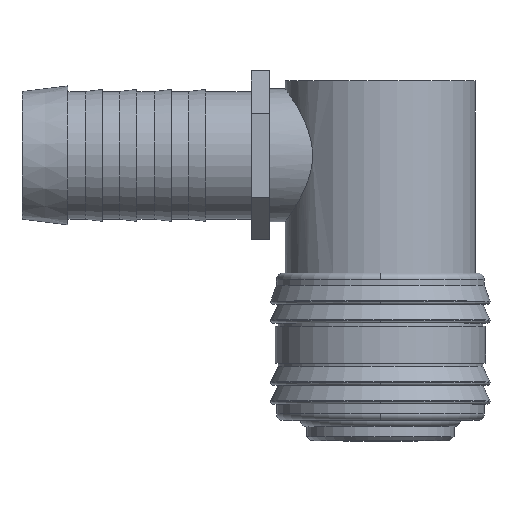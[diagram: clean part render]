
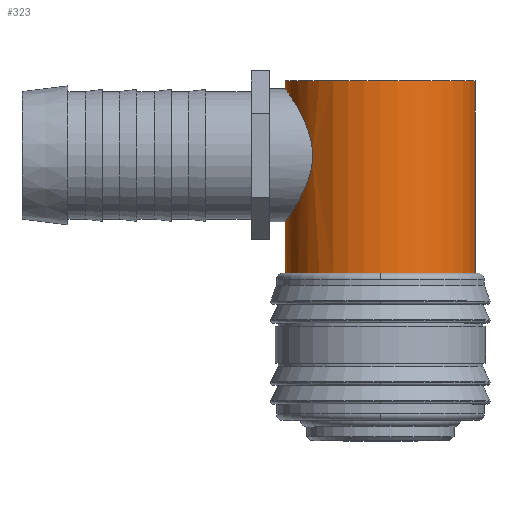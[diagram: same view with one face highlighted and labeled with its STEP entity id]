
A CAD part, top view. The second image highlights one B-rep face of the part: STEP entity #323.
In plain terms, the highlighted cylindrical face has radius 11.61 mm (diameter 23.22 mm), a partial arc.
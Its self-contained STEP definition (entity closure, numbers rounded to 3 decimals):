
#323=ADVANCED_FACE('',(#661),#662,.T.);
#661=FACE_OUTER_BOUND('',#995,.T.);
#662=CYLINDRICAL_SURFACE('',#996,11.61);
#995=EDGE_LOOP('',(#1850,#1851,#1852,#1853,#1854,#1855,#1856));
#996=AXIS2_PLACEMENT_3D('',#1857,#1858,#1859);
#1850=ORIENTED_EDGE('',*,*,#2221,.T.);
#1851=ORIENTED_EDGE('',*,*,#2061,.F.);
#1852=ORIENTED_EDGE('',*,*,#2223,.T.);
#1853=ORIENTED_EDGE('',*,*,#2003,.T.);
#1854=ORIENTED_EDGE('',*,*,#2002,.T.);
#1855=ORIENTED_EDGE('',*,*,#2222,.T.);
#1856=ORIENTED_EDGE('',*,*,#2038,.F.);
#1857=CARTESIAN_POINT('',(0.0,31.35,0.0));
#1858=DIRECTION('',(-0.0,1.0,0.0));
#1859=DIRECTION('',(1.0,0.0,0.0));
#2002=EDGE_CURVE('',#2421,#2235,#2422,.T.);
#2003=EDGE_CURVE('',#2232,#2421,#2423,.T.);
#2038=EDGE_CURVE('',#2474,#2473,#2476,.T.);
#2061=EDGE_CURVE('',#2509,#2508,#2511,.T.);
#2221=EDGE_CURVE('',#2474,#2508,#2709,.T.);
#2222=EDGE_CURVE('',#2235,#2473,#2710,.T.);
#2223=EDGE_CURVE('',#2509,#2232,#2711,.T.);
#2232=VERTEX_POINT('',#2720);
#2235=VERTEX_POINT('',#2724);
#2421=VERTEX_POINT('',#3153);
#2422=B_SPLINE_CURVE_WITH_KNOTS('',3,(#3154,#3155,#3156,#3157,#3158,#3159,#3160,#3161,#3162,#3163,#3164,#3165,#3166,#3167,#3168,#3169,#3170,#3171),.UNSPECIFIED.,.F.,.F.,(4,2,2,2,2,2,2,2,4),(0.0,1.615,3.229,4.844,6.458,8.05,9.642,11.233,12.825),.UNSPECIFIED.);
#2423=B_SPLINE_CURVE_WITH_KNOTS('',3,(#3172,#3173,#3174,#3175,#3176,#3177,#3178,#3179,#3180,#3181,#3182,#3183,#3184,#3185,#3186,#3187,#3188,#3189),.UNSPECIFIED.,.F.,.F.,(4,2,2,2,2,2,2,2,4),(38.474,40.066,41.657,43.249,44.84,46.455,48.069,49.684,51.299),.UNSPECIFIED.);
#2473=VERTEX_POINT('',#3245);
#2474=VERTEX_POINT('',#3246);
#2476=CIRCLE('',#3248,11.61);
#2508=VERTEX_POINT('',#3282);
#2509=VERTEX_POINT('',#3283);
#2511=CIRCLE('',#3285,11.61);
#2709=LINE('',#3585,#3586);
#2710=LINE('',#3587,#3588);
#2711=LINE('',#3589,#3590);
#2720=CARTESIAN_POINT('',(-11.61,43.025,0.));
#2724=CARTESIAN_POINT('',(-11.61,26.775,0.));
#3153=CARTESIAN_POINT('',(-8.293,34.9,8.125));
#3154=CARTESIAN_POINT('',(-8.293,34.9,8.125));
#3155=CARTESIAN_POINT('',(-8.293,34.362,8.125));
#3156=CARTESIAN_POINT('',(-8.347,33.817,8.071));
#3157=CARTESIAN_POINT('',(-8.551,32.752,7.855));
#3158=CARTESIAN_POINT('',(-8.7,32.231,7.693));
#3159=CARTESIAN_POINT('',(-9.052,31.242,7.275));
#3160=CARTESIAN_POINT('',(-9.256,30.772,7.018));
#3161=CARTESIAN_POINT('',(-9.674,29.905,6.43));
#3162=CARTESIAN_POINT('',(-9.888,29.508,6.098));
#3163=CARTESIAN_POINT('',(-10.287,28.807,5.397));
#3164=CARTESIAN_POINT('',(-10.488,28.476,5.002));
#3165=CARTESIAN_POINT('',(-10.859,27.886,4.135));
#3166=CARTESIAN_POINT('',(-11.029,27.627,3.663));
#3167=CARTESIAN_POINT('',(-11.312,27.206,2.666));
#3168=CARTESIAN_POINT('',(-11.424,27.043,2.141));
#3169=CARTESIAN_POINT('',(-11.573,26.828,1.073));
#3170=CARTESIAN_POINT('',(-11.61,26.775,0.531));
#3171=CARTESIAN_POINT('',(-11.61,26.775,0.));
#3172=CARTESIAN_POINT('',(-11.61,43.025,0.));
#3173=CARTESIAN_POINT('',(-11.61,43.025,0.531));
#3174=CARTESIAN_POINT('',(-11.573,42.972,1.073));
#3175=CARTESIAN_POINT('',(-11.424,42.757,2.141));
#3176=CARTESIAN_POINT('',(-11.312,42.594,2.666));
#3177=CARTESIAN_POINT('',(-11.029,42.173,3.663));
#3178=CARTESIAN_POINT('',(-10.859,41.914,4.135));
#3179=CARTESIAN_POINT('',(-10.488,41.324,5.002));
#3180=CARTESIAN_POINT('',(-10.287,40.993,5.397));
#3181=CARTESIAN_POINT('',(-9.888,40.292,6.098));
#3182=CARTESIAN_POINT('',(-9.674,39.895,6.43));
#3183=CARTESIAN_POINT('',(-9.256,39.028,7.018));
#3184=CARTESIAN_POINT('',(-9.052,38.558,7.275));
#3185=CARTESIAN_POINT('',(-8.7,37.569,7.693));
#3186=CARTESIAN_POINT('',(-8.551,37.048,7.855));
#3187=CARTESIAN_POINT('',(-8.347,35.983,8.071));
#3188=CARTESIAN_POINT('',(-8.293,35.438,8.125));
#3189=CARTESIAN_POINT('',(-8.293,34.9,8.125));
#3245=CARTESIAN_POINT('',(-11.61,20.5,0.));
#3246=CARTESIAN_POINT('',(11.61,20.5,0.));
#3248=AXIS2_PLACEMENT_3D('',#3863,#3864,#3865);
#3282=CARTESIAN_POINT('',(11.61,44.0,0.0));
#3283=CARTESIAN_POINT('',(-11.61,44.0,0.));
#3285=AXIS2_PLACEMENT_3D('',#3913,#3914,#3915);
#3585=CARTESIAN_POINT('',(11.61,31.35,0.));
#3586=VECTOR('',#4124,1.0);
#3587=CARTESIAN_POINT('',(-11.61,31.35,0.));
#3588=VECTOR('',#4125,1.0);
#3589=CARTESIAN_POINT('',(-11.61,31.35,0.));
#3590=VECTOR('',#4126,1.0);
#3863=CARTESIAN_POINT('',(0.0,20.5,0.0));
#3864=DIRECTION('',(0.0,-1.0,-0.0));
#3865=DIRECTION('',(1.0,0.0,0.0));
#3913=CARTESIAN_POINT('',(0.0,44.0,0.0));
#3914=DIRECTION('',(-0.0,1.0,0.0));
#3915=DIRECTION('',(1.0,0.0,0.0));
#4124=DIRECTION('',(0.0,1.0,0.0));
#4125=DIRECTION('',(-0.0,-1.0,-0.0));
#4126=DIRECTION('',(-0.0,-1.0,-0.0));
